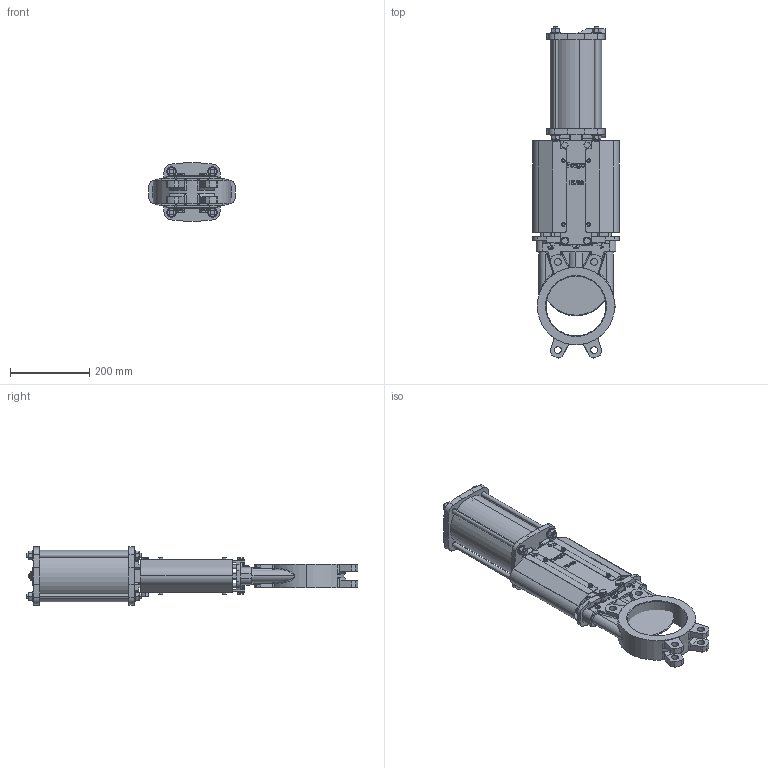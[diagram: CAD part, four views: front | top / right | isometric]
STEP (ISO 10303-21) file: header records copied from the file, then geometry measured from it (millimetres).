
FILE_DESCRIPTION (( 'STEP AP214' ), '1' );
FILE_NAME ('FB700-Plattenschieber-Stoffschieber-DN150-PN10-Doppeltwirkend-Pneumatischer-Antrieb-Fergo.STEP', '2022-09-26T10:10:44', ( '' ), ( '' ), 'SwSTEP 2.0', 'SolidWorks 2022', '' );
FILE_SCHEMA (( 'AUTOMOTIVE_DESIGN' ));
Length unit declared in the file: millimetre
Products named in the file (1): FB700-Plattenschieber-Stoffschieber-DN150-PN10-Doppeltwirkend-Pneumatischer-Antrieb-Fergo
Bounding box: 217.28 x 835.21 x 146 mm (x, y, z)
Volume: 4060190.1 mm3; surface area: 1048332.6 mm2
Topology: 69 solids, 69 shells, 2342 faces, 5939 edges, 3818 vertices
Faces by surface type: cylinder 873, plane 835, bspline 242, cone 211, torus 173, sphere 8
Entity records: 119271 total; most frequent: CARTESIAN_POINT 55906, ORIENTED_EDGE 11830, DIRECTION 9793, EDGE_CURVE 5915, VERTEX_POINT 3818, AXIS2_PLACEMENT_3D 3551, LINE 2691, VECTOR 2691
